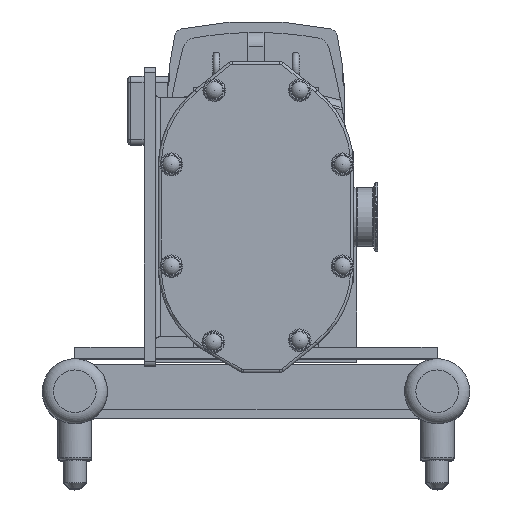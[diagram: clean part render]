
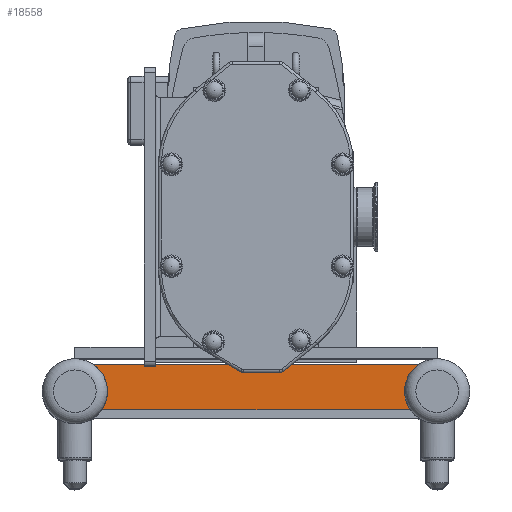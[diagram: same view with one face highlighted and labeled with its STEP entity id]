
A CAD part, top view. The second image highlights one B-rep face of the part: STEP entity #18558.
In plain terms, the highlighted planar face has unit normal (0, 0, 1).
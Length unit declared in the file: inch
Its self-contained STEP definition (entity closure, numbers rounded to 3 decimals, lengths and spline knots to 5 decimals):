
#980=PLANE('',#20610);
#2614=LINE('',#34192,#3954);
#2615=LINE('',#34194,#3955);
#3954=VECTOR('',#26005,0.3937);
#3955=VECTOR('',#26008,0.3937);
#5272=FACE_OUTER_BOUND('',#6389,.T.);
#6389=EDGE_LOOP('',(#17409,#17410,#17411,#17412,#17413));
#7329=CIRCLE('',#20504,1.4375);
#7342=CIRCLE('',#20521,1.4375);
#7373=CIRCLE('',#20569,1.4375);
#9151=VERTEX_POINT('',#33577);
#9152=VERTEX_POINT('',#33579);
#9165=VERTEX_POINT('',#33614);
#9201=VERTEX_POINT('',#33979);
#9202=VERTEX_POINT('',#33981);
#11857=EDGE_CURVE('',#9151,#9152,#7329,.T.);
#11876=EDGE_CURVE('',#9165,#9151,#7342,.T.);
#11924=EDGE_CURVE('',#9201,#9202,#7373,.T.);
#11962=EDGE_CURVE('',#9165,#9202,#2614,.T.);
#11963=EDGE_CURVE('',#9201,#9152,#2615,.T.);
#17409=ORIENTED_EDGE('',*,*,#11924,.F.);
#17410=ORIENTED_EDGE('',*,*,#11963,.T.);
#17411=ORIENTED_EDGE('',*,*,#11857,.F.);
#17412=ORIENTED_EDGE('',*,*,#11876,.F.);
#17413=ORIENTED_EDGE('',*,*,#11962,.T.);
#18558=ADVANCED_FACE('',(#5272),#980,.T.);
#20504=AXIS2_PLACEMENT_3D('',#33580,#25771,#25772);
#20521=AXIS2_PLACEMENT_3D('',#33616,#25811,#25812);
#20569=AXIS2_PLACEMENT_3D('',#33982,#25916,#25917);
#20610=AXIS2_PLACEMENT_3D('',#34195,#26009,#26010);
#25771=DIRECTION('center_axis',(0.,0.,
1.));
#25772=DIRECTION('ref_axis',(-1.,0.,0.));
#25811=DIRECTION('center_axis',(0.,0.,
1.));
#25812=DIRECTION('ref_axis',(-1.,0.,0.));
#25916=DIRECTION('center_axis',(0.,0.,
1.));
#25917=DIRECTION('ref_axis',(-1.,0.,0.));
#26005=DIRECTION('',(1.,0.,0.));
#26008=DIRECTION('',(-1.,0.,0.));
#26009=DIRECTION('center_axis',(0.,0.,
1.));
#26010=DIRECTION('ref_axis',(1.,0.,0.));
#33577=CARTESIAN_POINT('',(-6.5625,-7.6875,-8.288));
#33579=CARTESIAN_POINT('',(-7.19358,-6.4975,-8.288));
#33580=CARTESIAN_POINT('Origin',(-8.,-7.6875,-8.288));
#33614=CARTESIAN_POINT('',(-6.81244,-8.4975,-8.288));
#33616=CARTESIAN_POINT('Origin',(-8.,-7.6875,-8.288));
#33979=CARTESIAN_POINT('',(7.19358,-6.4975,-8.288));
#33981=CARTESIAN_POINT('',(6.81244,-8.4975,-8.288));
#33982=CARTESIAN_POINT('Origin',(8.,-7.6875,-8.288));
#34192=CARTESIAN_POINT('',(7.12822,-8.4975,-8.288));
#34194=CARTESIAN_POINT('',(-7.62,-6.4975,-8.288));
#34195=CARTESIAN_POINT('Origin',(0.00337,-7.45774,-8.288));
